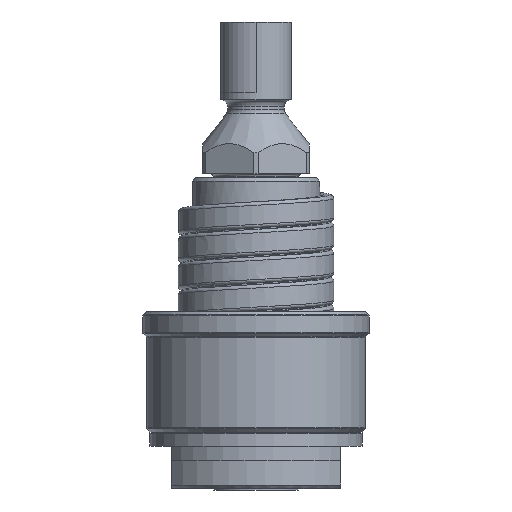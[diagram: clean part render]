
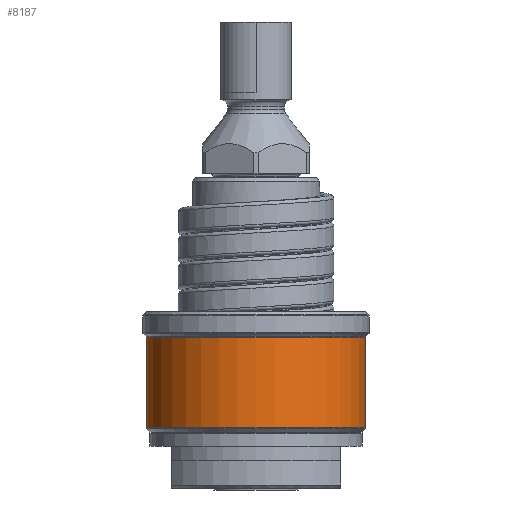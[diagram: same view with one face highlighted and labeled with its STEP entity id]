
A CAD part, front view. The second image highlights one B-rep face of the part: STEP entity #8187.
In plain terms, the highlighted cylindrical face has radius 15.5 mm (diameter 31 mm), a partial arc.
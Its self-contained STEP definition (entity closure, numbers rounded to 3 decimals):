
#1934=CARTESIAN_POINT('',(0.,0.,8.583));
#1935=DIRECTION('',(0.,0.,1.));
#1936=DIRECTION('',(-1.,0.,0.));
#1937=AXIS2_PLACEMENT_3D('',#1934,#1935,#1936);
#1939=DIRECTION('',(0.,0.,-1.));
#1940=VECTOR('',#1939,12.835);
#1941=CARTESIAN_POINT('',(-15.5,0.,21.417));
#1942=LINE('',#1941,#1940);
#1943=CARTESIAN_POINT('',(0.,0.,21.417));
#1944=DIRECTION('',(0.,0.,1.));
#1945=DIRECTION('',(-1.,0.,0.));
#1946=AXIS2_PLACEMENT_3D('',#1943,#1944,#1945);
#1948=DIRECTION('',(0.,0.,-1.));
#1949=VECTOR('',#1948,12.835);
#1950=CARTESIAN_POINT('',(15.5,0.,21.417));
#1951=LINE('',#1950,#1949);
#5378=CARTESIAN_POINT('',(15.5,0.,21.417));
#5379=CARTESIAN_POINT('',(-15.5,0.,21.417));
#5380=VERTEX_POINT('',#5378);
#5381=VERTEX_POINT('',#5379);
#5404=CARTESIAN_POINT('',(15.5,0.,8.583));
#5405=VERTEX_POINT('',#5404);
#5406=CARTESIAN_POINT('',(-15.5,0.,8.583));
#5407=VERTEX_POINT('',#5406);
#8175=CARTESIAN_POINT('',(0.,0.,7.15));
#8176=DIRECTION('',(0.,0.,1.));
#8177=DIRECTION('',(-1.,0.,0.));
#8178=AXIS2_PLACEMENT_3D('',#8175,#8176,#8177);
#8179=CYLINDRICAL_SURFACE('',#8178,15.5);
#8180=ORIENTED_EDGE('',*,*,#8147,.F.);
#8181=ORIENTED_EDGE('',*,*,#8165,.F.);
#8183=ORIENTED_EDGE('',*,*,#8182,.T.);
#8184=ORIENTED_EDGE('',*,*,#8161,.T.);
#8185=EDGE_LOOP('',(#8180,#8181,#8183,#8184));
#8186=FACE_OUTER_BOUND('',#8185,.F.);
#1938=CIRCLE('',#1937,15.5);
#1947=CIRCLE('',#1946,15.5);
#8147=EDGE_CURVE('',#5407,#5405,#1938,.T.);
#8161=EDGE_CURVE('',#5380,#5405,#1951,.T.);
#8165=EDGE_CURVE('',#5381,#5407,#1942,.T.);
#8182=EDGE_CURVE('',#5381,#5380,#1947,.T.);
#8187=ADVANCED_FACE('',(#8186),#8179,.T.);
